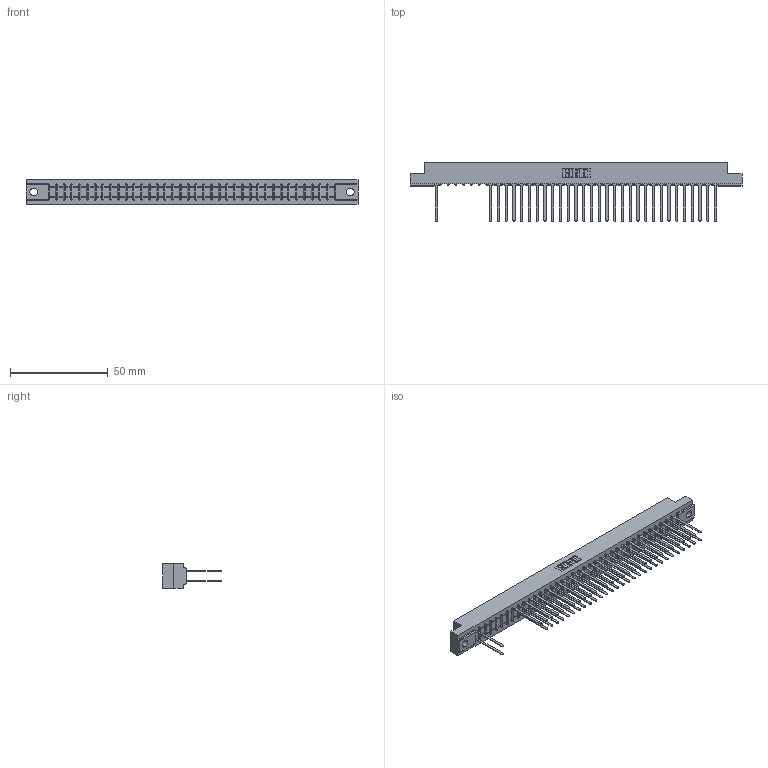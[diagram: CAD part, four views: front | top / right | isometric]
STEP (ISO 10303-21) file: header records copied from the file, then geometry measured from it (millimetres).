
FILE_DESCRIPTION (( 'STEP AP203' ), '1' );
FILE_NAME ('307-074-540-204.STEP', '2018-08-06T16:11:31', ( '' ), ( '' ), 'SwSTEP 2.0', 'SolidWorks 2016', '' );
FILE_SCHEMA (( 'CONFIG_CONTROL_DESIGN' ));
Length unit declared in the file: inch
Products named in the file (3): 307 Part_.156 Dia Mounting Holes; 307-290-001_540; 307-074-540-204
Assembly tree (62 placements, depth 2):
  307-074-540-204
    307 Part_.156 Dia Mounting Holes
    307-290-001_540  x61
Bounding box: 169.62 x 30 x 12.7 mm (x, y, z)
Volume: 18068.1 mm3; surface area: 22769.3 mm2
Topology: 62 solids, 62 shells, 3106 faces, 8705 edges, 5618 vertices
Faces by surface type: plane 2053, cylinder 977, sphere 76
Entity records: 33490 total; most frequent: CARTESIAN_POINT 5538, ORIENTED_EDGE 5498, DIRECTION 5405, EDGE_CURVE 2749, LINE 2115, VECTOR 2115, VERTEX_POINT 1778, AXIS2_PLACEMENT_3D 1645
